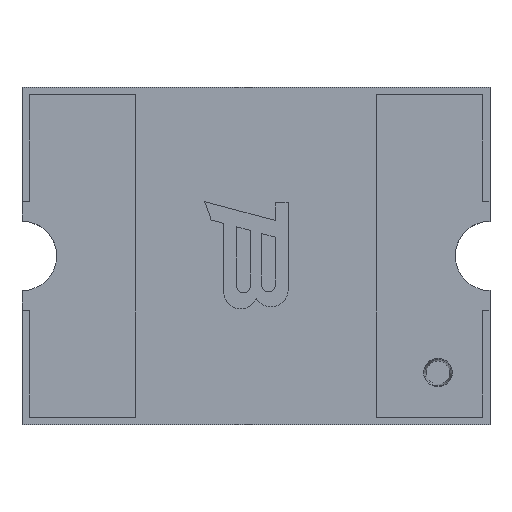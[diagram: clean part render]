
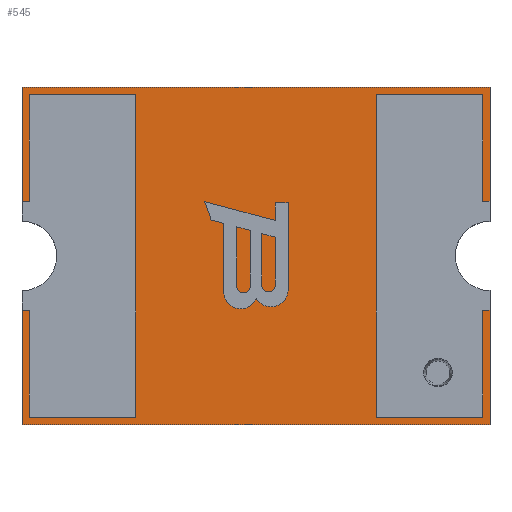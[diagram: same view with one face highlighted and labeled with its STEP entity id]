
A CAD part, top view. The second image highlights one B-rep face of the part: STEP entity #545.
In plain terms, the highlighted planar face has unit normal (0, 0, 1).
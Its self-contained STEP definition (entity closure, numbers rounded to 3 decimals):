
#545=ADVANCED_FACE('',(#1683,#1685),#1687,.T.);
#1683=FACE_BOUND('',#1684,.T.);
#1684=EDGE_LOOP('',(#2579,#2580,#2581,#2582,#2583,#2584,#2585,#2586));
#1685=FACE_BOUND('',#1686,.T.);
#1686=EDGE_LOOP('',(#2587));
#1687=PLANE('',#1688);
#1688=AXIS2_PLACEMENT_3D('',#1689,#1690,#1691);
#1689=CARTESIAN_POINT('',(0.,0.,1.05));
#1690=DIRECTION('',(0.,0.,1.));
#1691=DIRECTION('',(1.,0.,0.));
#2579=ORIENTED_EDGE('',*,*,#3163,.T.);
#2580=ORIENTED_EDGE('',*,*,#3164,.T.);
#2581=ORIENTED_EDGE('',*,*,#3165,.T.);
#2582=ORIENTED_EDGE('',*,*,#3166,.T.);
#2583=ORIENTED_EDGE('',*,*,#3167,.T.);
#2584=ORIENTED_EDGE('',*,*,#3168,.T.);
#2585=ORIENTED_EDGE('',*,*,#3169,.T.);
#2586=ORIENTED_EDGE('',*,*,#3170,.T.);
#2587=ORIENTED_EDGE('',*,*,#3171,.T.);
#3163=EDGE_CURVE('',#3605,#3606,#3607,.T.);
#3164=EDGE_CURVE('',#3606,#3608,#3609,.T.);
#3165=EDGE_CURVE('',#3608,#3610,#3611,.T.);
#3166=EDGE_CURVE('',#3610,#3612,#3613,.T.);
#3167=EDGE_CURVE('',#3612,#3614,#3615,.T.);
#3168=EDGE_CURVE('',#3614,#3616,#3617,.T.);
#3169=EDGE_CURVE('',#3616,#3618,#3619,.T.);
#3170=EDGE_CURVE('',#3618,#3605,#3620,.T.);
#3171=EDGE_CURVE('',#3621,#3621,#3622,.F.);
#3605=VERTEX_POINT('',#4475);
#3606=VERTEX_POINT('',#4476);
#3607=LINE('',#4477,#4478);
#3608=VERTEX_POINT('',#4480);
#3609=LINE('',#4481,#4482);
#3610=VERTEX_POINT('',#4484);
#3611=LINE('',#4485,#4486);
#3612=VERTEX_POINT('',#4488);
#3613=CIRCLE('',#4489,0.4);
#3614=VERTEX_POINT('',#4493);
#3615=LINE('',#4494,#4495);
#3616=VERTEX_POINT('',#4497);
#3617=LINE('',#4498,#4499);
#3618=VERTEX_POINT('',#4501);
#3619=LINE('',#4502,#4503);
#3620=CIRCLE('',#4505,0.4);
#3621=VERTEX_POINT('',#4509);
#3622=CIRCLE('',#4510,0.135);
#4475=CARTESIAN_POINT('',(2.365,0.4,1.05));
#4476=CARTESIAN_POINT('',(2.365,1.705,1.05));
#4477=CARTESIAN_POINT('',(2.365,0.4,1.05));
#4478=VECTOR('',#4479,1.);
#4479=DIRECTION('',(0.,1.,0.));
#4480=CARTESIAN_POINT('',(-2.365,1.705,1.05));
#4481=CARTESIAN_POINT('',(2.365,1.705,1.05));
#4482=VECTOR('',#4483,1.);
#4483=DIRECTION('',(-1.,0.,0.));
#4484=CARTESIAN_POINT('',(-2.365,0.4,1.05));
#4485=CARTESIAN_POINT('',(-2.365,1.705,1.05));
#4486=VECTOR('',#4487,1.);
#4487=DIRECTION('',(0.,-1.,0.));
#4488=CARTESIAN_POINT('',(-2.365,-0.4,1.05));
#4489=AXIS2_PLACEMENT_3D('',#4490,#4491,#4492);
#4490=CARTESIAN_POINT('',(-2.365,0.,1.05));
#4491=DIRECTION('',(0.,0.,-1.));
#4492=DIRECTION('',(0.,1.,0.));
#4493=CARTESIAN_POINT('',(-2.365,-1.705,1.05));
#4494=CARTESIAN_POINT('',(-2.365,-0.4,1.05));
#4495=VECTOR('',#4496,1.);
#4496=DIRECTION('',(0.,-1.,0.));
#4497=CARTESIAN_POINT('',(2.365,-1.705,1.05));
#4498=CARTESIAN_POINT('',(-2.365,-1.705,1.05));
#4499=VECTOR('',#4500,1.);
#4500=DIRECTION('',(1.,0.,0.));
#4501=CARTESIAN_POINT('',(2.365,-0.4,1.05));
#4502=CARTESIAN_POINT('',(2.365,-1.705,1.05));
#4503=VECTOR('',#4504,1.);
#4504=DIRECTION('',(0.,1.,0.));
#4505=AXIS2_PLACEMENT_3D('',#4506,#4507,#4508);
#4506=CARTESIAN_POINT('',(2.365,0.,1.05));
#4507=DIRECTION('',(0.,0.,-1.));
#4508=DIRECTION('',(0.,-1.,0.));
#4509=CARTESIAN_POINT('',(1.974,-1.179,1.05));
#4510=AXIS2_PLACEMENT_3D('',#4511,#4512,#4513);
#4511=CARTESIAN_POINT('',(1.839,-1.179,1.05));
#4512=DIRECTION('',(0.,0.,1.));
#4513=DIRECTION('',(1.,0.,0.));
